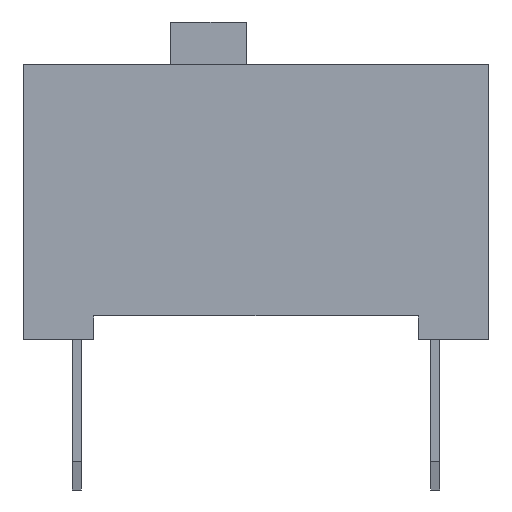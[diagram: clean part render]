
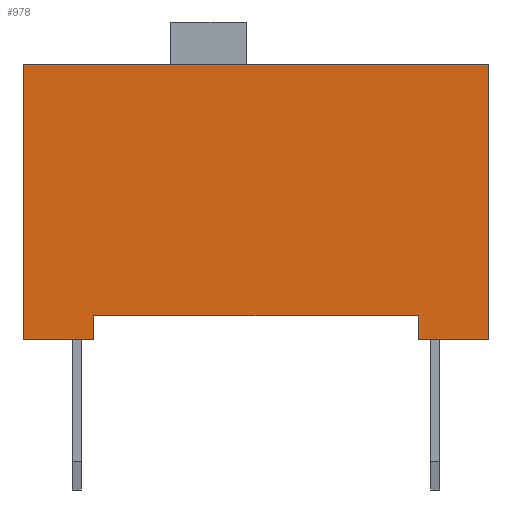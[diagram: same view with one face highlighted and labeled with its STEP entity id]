
A CAD part, left-side view. The second image highlights one B-rep face of the part: STEP entity #978.
In plain terms, the highlighted planar face has unit normal (-1, 0, 0).
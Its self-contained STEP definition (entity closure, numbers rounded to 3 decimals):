
#159 = VERTEX_POINT('',#160);
#160 = CARTESIAN_POINT('',(-2.4,0.36,0.5));
#166 = EDGE_CURVE('',#167,#159,#169,.T.);
#167 = VERTEX_POINT('',#168);
#168 = CARTESIAN_POINT('',(-2.4,7.26,0.5));
#169 = LINE('',#170,#171);
#170 = CARTESIAN_POINT('',(-2.4,6.285,0.5));
#171 = VECTOR('',#172,1.);
#172 = DIRECTION('',(0.,-1.,0.));
#749 = VERTEX_POINT('',#750);
#750 = CARTESIAN_POINT('',(-2.4,-1.14,0.));
#758 = EDGE_CURVE('',#749,#759,#761,.T.);
#759 = VERTEX_POINT('',#760);
#760 = CARTESIAN_POINT('',(-2.4,-1.14,5.85));
#761 = LINE('',#762,#763);
#762 = CARTESIAN_POINT('',(-2.4,-1.14,0.));
#763 = VECTOR('',#764,1.);
#764 = DIRECTION('',(0.,0.,1.));
#895 = VERTEX_POINT('',#896);
#896 = CARTESIAN_POINT('',(-2.4,8.76,5.85));
#902 = EDGE_CURVE('',#903,#895,#905,.T.);
#903 = VERTEX_POINT('',#904);
#904 = CARTESIAN_POINT('',(-2.4,8.76,0.));
#905 = LINE('',#906,#907);
#906 = CARTESIAN_POINT('',(-2.4,8.76,0.));
#907 = VECTOR('',#908,1.);
#908 = DIRECTION('',(0.,0.,1.));
#959 = VERTEX_POINT('',#960);
#960 = CARTESIAN_POINT('',(-2.4,7.26,0.));
#968 = EDGE_CURVE('',#167,#959,#969,.T.);
#969 = LINE('',#970,#971);
#970 = CARTESIAN_POINT('',(-2.4,7.26,0.));
#971 = VECTOR('',#972,1.);
#972 = DIRECTION('',(0.,0.,-1.));
#978 = ADVANCED_FACE('',(#979),#1011,.F.);
#979 = FACE_BOUND('',#980,.F.);
#980 = EDGE_LOOP('',(#981,#987,#988,#994,#995,#1003,#1009,#1010));
#981 = ORIENTED_EDGE('',*,*,#982,.F.);
#982 = EDGE_CURVE('',#903,#959,#983,.T.);
#983 = LINE('',#984,#985);
#984 = CARTESIAN_POINT('',(-2.4,8.76,0.));
#985 = VECTOR('',#986,1.);
#986 = DIRECTION('',(0.,-1.,0.));
#987 = ORIENTED_EDGE('',*,*,#902,.T.);
#988 = ORIENTED_EDGE('',*,*,#989,.T.);
#989 = EDGE_CURVE('',#895,#759,#990,.T.);
#990 = LINE('',#991,#992);
#991 = CARTESIAN_POINT('',(-2.4,8.76,5.85));
#992 = VECTOR('',#993,1.);
#993 = DIRECTION('',(0.,-1.,0.));
#994 = ORIENTED_EDGE('',*,*,#758,.F.);
#995 = ORIENTED_EDGE('',*,*,#996,.F.);
#996 = EDGE_CURVE('',#997,#749,#999,.T.);
#997 = VERTEX_POINT('',#998);
#998 = CARTESIAN_POINT('',(-2.4,0.36,0.));
#999 = LINE('',#1000,#1001);
#1000 = CARTESIAN_POINT('',(-2.4,8.76,0.));
#1001 = VECTOR('',#1002,1.);
#1002 = DIRECTION('',(0.,-1.,0.));
#1003 = ORIENTED_EDGE('',*,*,#1004,.T.);
#1004 = EDGE_CURVE('',#997,#159,#1005,.T.);
#1005 = LINE('',#1006,#1007);
#1006 = CARTESIAN_POINT('',(-2.4,0.36,0.));
#1007 = VECTOR('',#1008,1.);
#1008 = DIRECTION('',(0.,0.,1.));
#1009 = ORIENTED_EDGE('',*,*,#166,.F.);
#1010 = ORIENTED_EDGE('',*,*,#968,.T.);
#1011 = PLANE('',#1012);
#1012 = AXIS2_PLACEMENT_3D('',#1013,#1014,#1015);
#1013 = CARTESIAN_POINT('',(-2.4,8.76,0.));
#1014 = DIRECTION('',(1.,0.,0.));
#1015 = DIRECTION('',(0.,-1.,0.));
